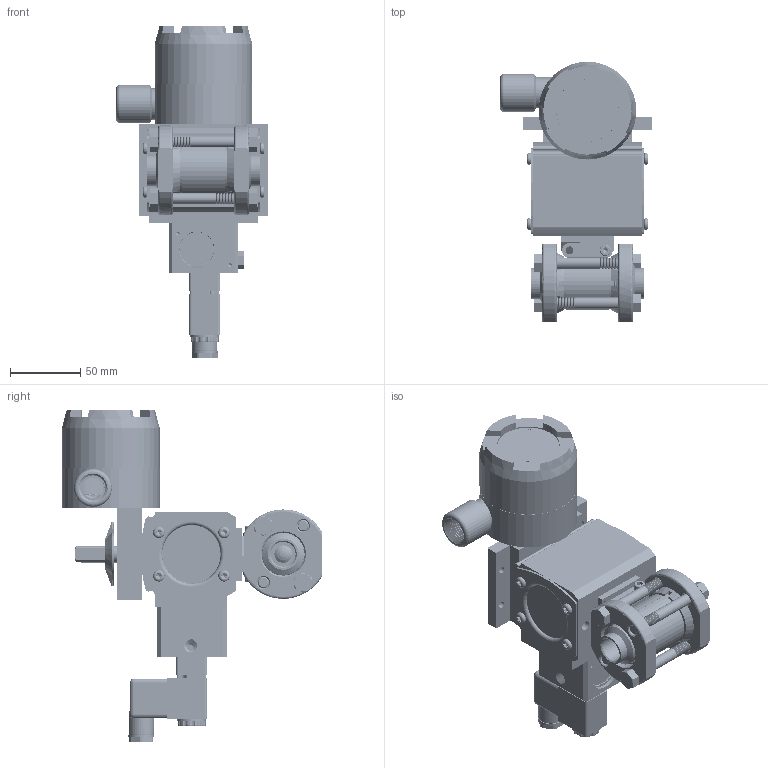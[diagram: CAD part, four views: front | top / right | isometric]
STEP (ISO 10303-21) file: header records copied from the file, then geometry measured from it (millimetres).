
FILE_DESCRIPTION (( 'STEP AP203' ), '1' );
FILE_NAME ('27XXSWFA512D4GPDSLS.step', '2018-09-05T12:35:44', ( '' ), ( '' ), 'SwSTEP 2.0', 'SolidWorks 2018', '' );
FILE_SCHEMA (( 'CONFIG_CONTROL_DESIGN' ));
Products named in the file (1): 27XXSWFA512D4GPDSLS
Bounding box: 107.71 x 184.85 x 235.74 mm (x, y, z)
Volume: 661912.8 mm3; surface area: 250758.4 mm2
Topology: 53 solids, 53 shells, 4687 faces, 12533 edges, 7968 vertices
Faces by surface type: cylinder 2080, cone 1442, plane 774, bspline 197, torus 188, sphere 6
Entity records: 228384 total; most frequent: CARTESIAN_POINT 115476, ORIENTED_EDGE 24702, DIRECTION 23394, EDGE_CURVE 12351, AXIS2_PLACEMENT_3D 9421, VERTEX_POINT 7964, EDGE_LOOP 5057, CIRCLE 4930
